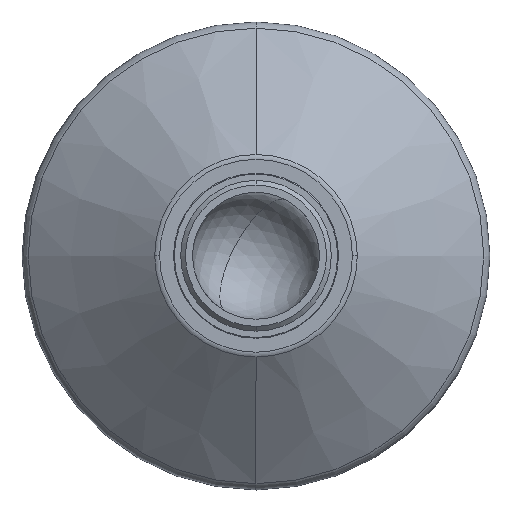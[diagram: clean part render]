
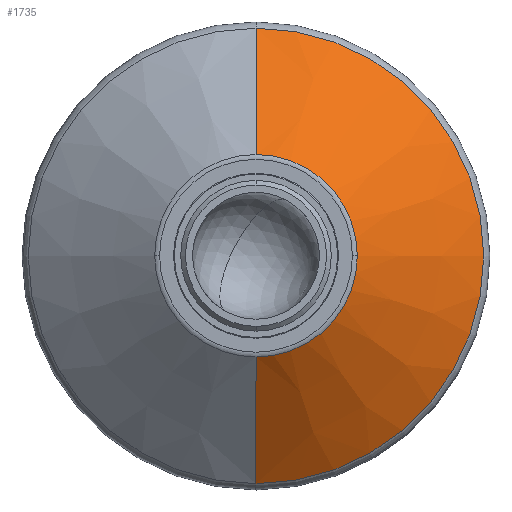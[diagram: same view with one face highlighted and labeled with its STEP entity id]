
A CAD part, top view. The second image highlights one B-rep face of the part: STEP entity #1735.
In plain terms, the highlighted conical face has half-angle 52.595 degrees and reference radius 28.715 mm.
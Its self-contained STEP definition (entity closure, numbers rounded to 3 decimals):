
#142 = ORIENTED_EDGE ( 'NONE', *, *, #3415, .T. ) ;
#250 = CARTESIAN_POINT ( 'NONE',  ( 0., 28.715, 5.6 ) ) ;
#403 = DIRECTION ( 'NONE',  ( 0., 1., 0. ) ) ;
#416 = DIRECTION ( 'NONE',  ( 0., 0., 1. ) ) ;
#462 = VERTEX_POINT ( 'NONE', #691 ) ;
#495 = LINE ( 'NONE', #3336, #1115 ) ;
#509 = VERTEX_POINT ( 'NONE', #2588 ) ;
#606 = FACE_OUTER_BOUND ( 'NONE', #1579, .T. ) ;
#653 = VECTOR ( 'NONE', #2750, 1000. ) ;
#691 = CARTESIAN_POINT ( 'NONE',  ( 0., 28.715, 5.6 ) ) ;
#714 = CARTESIAN_POINT ( 'NONE',  ( 0., -12.769, 17.794 ) ) ;
#829 = DIRECTION ( 'NONE',  ( 0., 0., -1. ) ) ;
#834 = LINE ( 'NONE', #250, #653 ) ;
#1039 = DIRECTION ( 'NONE',  ( 0., 1., 0. ) ) ;
#1115 = VECTOR ( 'NONE', #2709, 1000. ) ;
#1192 = CARTESIAN_POINT ( 'NONE',  ( 0., 0., 5.6 ) ) ;
#1252 = EDGE_CURVE ( 'NONE', #1981, #4360, #2240, .T. ) ;
#1302 = AXIS2_PLACEMENT_3D ( 'NONE', #1192, #829, #2575 ) ;
#1382 = DIRECTION ( 'NONE',  ( 0., 0., -1. ) ) ;
#1579 = EDGE_LOOP ( 'NONE', ( #2581, #142, #2879, #3595, #1727 ) ) ;
#1599 = CARTESIAN_POINT ( 'NONE',  ( 0., 12.769, 17.794 ) ) ;
#1727 = ORIENTED_EDGE ( 'NONE', *, *, #2855, .T. ) ;
#1735 = ADVANCED_FACE ( 'NONE', ( #606 ), #3575, .T. ) ;
#1830 = VERTEX_POINT ( 'NONE', #1599 ) ;
#1981 = VERTEX_POINT ( 'NONE', #4426 ) ;
#2240 = CIRCLE ( 'NONE', #4432, 12.769 ) ;
#2259 = CIRCLE ( 'NONE', #4207, 12.769 ) ;
#2310 = CIRCLE ( 'NONE', #3825, 28.715 ) ;
#2537 = CARTESIAN_POINT ( 'NONE',  ( 0., 0., 5.6 ) ) ;
#2575 = DIRECTION ( 'NONE',  ( 0., 1., 0. ) ) ;
#2581 = ORIENTED_EDGE ( 'NONE', *, *, #1252, .T. ) ;
#2588 = CARTESIAN_POINT ( 'NONE',  ( 0., -28.715, 5.6 ) ) ;
#2709 = DIRECTION ( 'NONE',  ( 0., -0.794, -0.607 ) ) ;
#2750 = DIRECTION ( 'NONE',  ( 0., 0.794, -0.607 ) ) ;
#2762 = DIRECTION ( 'NONE',  ( 0., 1., 0. ) ) ;
#2855 = EDGE_CURVE ( 'NONE', #1830, #1981, #2259, .T. ) ;
#2879 = ORIENTED_EDGE ( 'NONE', *, *, #3172, .T. ) ;
#3112 = CARTESIAN_POINT ( 'NONE',  ( 0., 0., 17.794 ) ) ;
#3172 = EDGE_CURVE ( 'NONE', #509, #462, #2310, .T. ) ;
#3336 = CARTESIAN_POINT ( 'NONE',  ( 0., -28.715, 5.6 ) ) ;
#3415 = EDGE_CURVE ( 'NONE', #4360, #509, #495, .T. ) ;
#3498 = EDGE_CURVE ( 'NONE', #1830, #462, #834, .T. ) ;
#3575 = CONICAL_SURFACE ( 'NONE', #1302, 28.715, 0.918 ) ;
#3595 = ORIENTED_EDGE ( 'NONE', *, *, #3498, .F. ) ;
#3814 = DIRECTION ( 'NONE',  ( 0., 0., -1. ) ) ;
#3825 = AXIS2_PLACEMENT_3D ( 'NONE', #2537, #416, #403 ) ;
#3849 = CARTESIAN_POINT ( 'NONE',  ( 0., 0., 17.794 ) ) ;
#4207 = AXIS2_PLACEMENT_3D ( 'NONE', #3112, #3814, #1039 ) ;
#4360 = VERTEX_POINT ( 'NONE', #714 ) ;
#4426 = CARTESIAN_POINT ( 'NONE',  ( 12.769, 0., 17.794 ) ) ;
#4432 = AXIS2_PLACEMENT_3D ( 'NONE', #3849, #1382, #2762 ) ;
